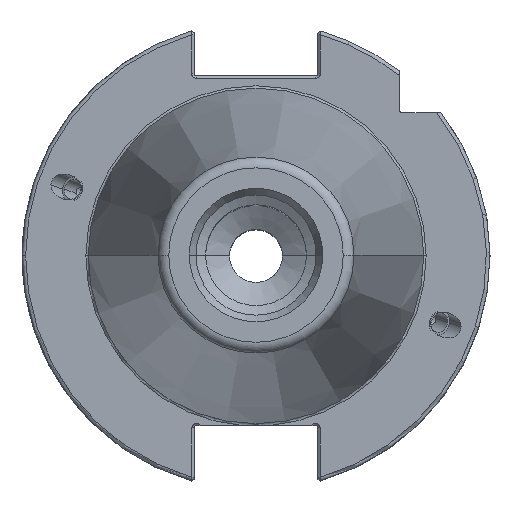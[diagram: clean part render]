
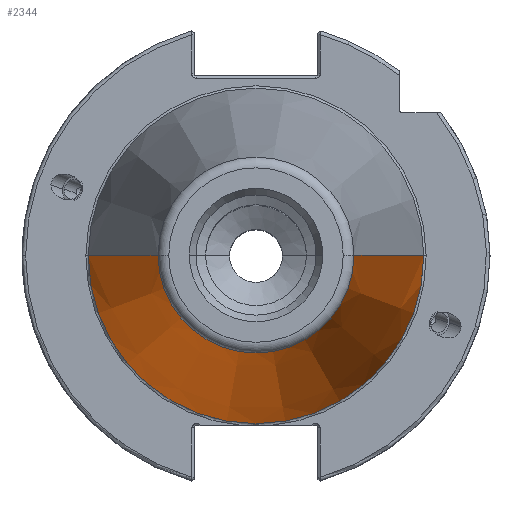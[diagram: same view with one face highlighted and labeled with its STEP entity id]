
A CAD part, top view. The second image highlights one B-rep face of the part: STEP entity #2344.
In plain terms, the highlighted conical face has half-angle 8.297 degrees and reference radius 20.108 mm.
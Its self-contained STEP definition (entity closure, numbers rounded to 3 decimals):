
#26 = FACE_OUTER_BOUND ( 'NONE', #2169, .T. ) ;
#456 = LINE ( 'NONE', #3935, #8822 ) ;
#575 = CARTESIAN_POINT ( 'NONE',  ( 20.389, 0., 99.675 ) ) ;
#842 = DIRECTION ( 'NONE',  ( -0.144, 0., -0.99 ) ) ;
#1148 = ORIENTED_EDGE ( 'NONE', *, *, #6223, .T. ) ;
#1214 = DIRECTION ( 'NONE',  ( 0.144, 0., -0.99 ) ) ;
#1689 = VERTEX_POINT ( 'NONE', #4894 ) ;
#1773 = AXIS2_PLACEMENT_3D ( 'NONE', #6644, #2585, #7316 ) ;
#2052 = VERTEX_POINT ( 'NONE', #575 ) ;
#2169 = EDGE_LOOP ( 'NONE', ( #2207, #1148, #7556, #6171 ) ) ;
#2207 = ORIENTED_EDGE ( 'NONE', *, *, #8679, .F. ) ;
#2344 = ADVANCED_FACE ( 'NONE', ( #26 ), #6001, .T. ) ;
#2487 = CIRCLE ( 'NONE', #1773, 34.925 ) ;
#2585 = DIRECTION ( 'NONE',  ( 0., 0., -1. ) ) ;
#2717 = CARTESIAN_POINT ( 'NONE',  ( -34.925, 0., 0. ) ) ;
#3067 = CARTESIAN_POINT ( 'NONE',  ( 34.925, 0., 0. ) ) ;
#3114 = CIRCLE ( 'NONE', #4794, 20.389 ) ;
#3147 = DIRECTION ( 'NONE',  ( -1., 0., 0. ) ) ;
#3257 = CARTESIAN_POINT ( 'NONE',  ( 0., 0., 99.675 ) ) ;
#3935 = CARTESIAN_POINT ( 'NONE',  ( 20.108, 0., 101.6 ) ) ;
#3959 = DIRECTION ( 'NONE',  ( 1., 0., 0. ) ) ;
#4780 = CARTESIAN_POINT ( 'NONE',  ( 0., 0., 101.6 ) ) ;
#4794 = AXIS2_PLACEMENT_3D ( 'NONE', #3257, #7985, #3959 ) ;
#4894 = CARTESIAN_POINT ( 'NONE',  ( -20.389, 0., 99.675 ) ) ;
#4949 = CARTESIAN_POINT ( 'NONE',  ( -20.108, 0., 101.6 ) ) ;
#5736 = EDGE_CURVE ( 'NONE', #7360, #6714, #2487, .T. ) ;
#5921 = EDGE_CURVE ( 'NONE', #1689, #6714, #6816, .T. ) ;
#6001 = CONICAL_SURFACE ( 'NONE', #7026, 20.108, 0.145 ) ;
#6171 = ORIENTED_EDGE ( 'NONE', *, *, #5736, .F. ) ;
#6223 = EDGE_CURVE ( 'NONE', #2052, #1689, #3114, .T. ) ;
#6644 = CARTESIAN_POINT ( 'NONE',  ( 0., 0., 0. ) ) ;
#6714 = VERTEX_POINT ( 'NONE', #2717 ) ;
#6816 = LINE ( 'NONE', #4949, #8819 ) ;
#7026 = AXIS2_PLACEMENT_3D ( 'NONE', #4780, #7755, #3147 ) ;
#7316 = DIRECTION ( 'NONE',  ( -1., 0., 0. ) ) ;
#7360 = VERTEX_POINT ( 'NONE', #3067 ) ;
#7556 = ORIENTED_EDGE ( 'NONE', *, *, #5921, .T. ) ;
#7755 = DIRECTION ( 'NONE',  ( 0., 0., -1. ) ) ;
#7985 = DIRECTION ( 'NONE',  ( 0., 0., -1. ) ) ;
#8679 = EDGE_CURVE ( 'NONE', #2052, #7360, #456, .T. ) ;
#8819 = VECTOR ( 'NONE', #842, 1000. ) ;
#8822 = VECTOR ( 'NONE', #1214, 1000. ) ;
